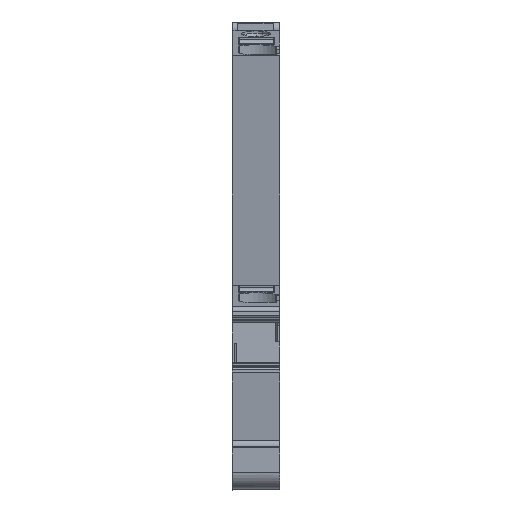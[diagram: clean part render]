
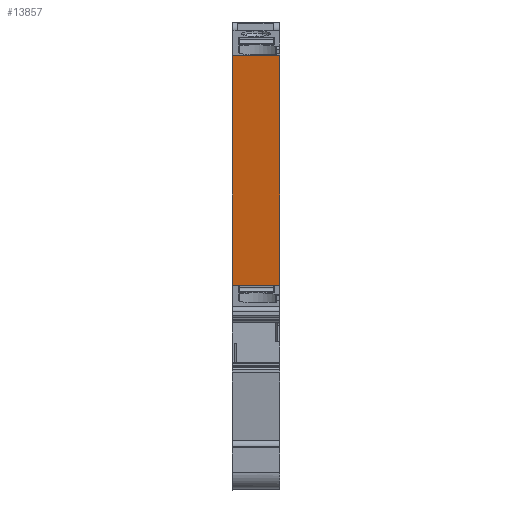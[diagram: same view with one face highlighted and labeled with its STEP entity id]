
A CAD part, front view. The second image highlights one B-rep face of the part: STEP entity #13857.
In plain terms, the highlighted planar face has unit normal (0, -0.983, -0.183).
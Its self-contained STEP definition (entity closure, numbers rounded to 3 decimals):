
#13837=AXIS2_PLACEMENT_3D('Plane Axis2P3D',#13834,#13835,#13836) ;
#2973=CARTESIAN_POINT('Vertex',(5.1,9.276,46.614)) ;
#2976=CARTESIAN_POINT('Line Origine',(5.1,11.569,34.287)) ;
#2980=CARTESIAN_POINT('Vertex',(5.1,13.861,21.96)) ;
#13367=CARTESIAN_POINT('Line Origine',(2.575,9.276,46.614)) ;
#13371=CARTESIAN_POINT('Vertex',(0.05,9.276,46.614)) ;
#13834=CARTESIAN_POINT('Axis2P3D Location',(0.,13.861,21.96)) ;
#13839=CARTESIAN_POINT('Line Origine',(0.05,11.569,34.287)) ;
#13843=CARTESIAN_POINT('Vertex',(0.05,13.861,21.96)) ;
#13846=CARTESIAN_POINT('Line Origine',(2.575,13.861,21.96)) ;
#2977=DIRECTION('Vector Direction',(0.,-0.183,0.983)) ;
#13368=DIRECTION('Vector Direction',(1.,0.,0.)) ;
#13835=DIRECTION('Axis2P3D Direction',(0.,0.983,0.183)) ;
#13836=DIRECTION('Axis2P3D XDirection',(0.,-0.183,0.983)) ;
#13840=DIRECTION('Vector Direction',(0.,0.183,-0.983)) ;
#13847=DIRECTION('Vector Direction',(1.,0.,0.)) ;
#2978=VECTOR('Line Direction',#2977,1.) ;
#13369=VECTOR('Line Direction',#13368,1.) ;
#13841=VECTOR('Line Direction',#13840,1.) ;
#13848=VECTOR('Line Direction',#13847,1.) ;
#13852=ORIENTED_EDGE('',*,*,#13845,.F.) ;
#13853=ORIENTED_EDGE('',*,*,#13850,.T.) ;
#13854=ORIENTED_EDGE('',*,*,#2982,.T.) ;
#13855=ORIENTED_EDGE('',*,*,#13373,.F.) ;
#13857=ADVANCED_FACE('SA_AITB_2-5_LDT-L_PLM001785.1\\MLD_AITB_2-5_LDT-L_PLM001785.1\\MLD_AITB_2-5_LDT-L_PLM001785',(#13856),#13838,.F.) ;
#2982=EDGE_CURVE('',#2981,#2974,#2979,.T.) ;
#13373=EDGE_CURVE('',#13372,#2974,#13370,.T.) ;
#13845=EDGE_CURVE('',#13844,#13372,#13842,.F.) ;
#13850=EDGE_CURVE('',#13844,#2981,#13849,.T.) ;
#13851=EDGE_LOOP('',(#13852,#13853,#13854,#13855)) ;
#13856=FACE_OUTER_BOUND('',#13851,.T.) ;
#2979=LINE('Line',#2976,#2978) ;
#13370=LINE('Line',#13367,#13369) ;
#13842=LINE('Line',#13839,#13841) ;
#13849=LINE('Line',#13846,#13848) ;
#13838=PLANE('',#13837) ;
#2974=VERTEX_POINT('',#2973) ;
#2981=VERTEX_POINT('',#2980) ;
#13372=VERTEX_POINT('',#13371) ;
#13844=VERTEX_POINT('',#13843) ;
